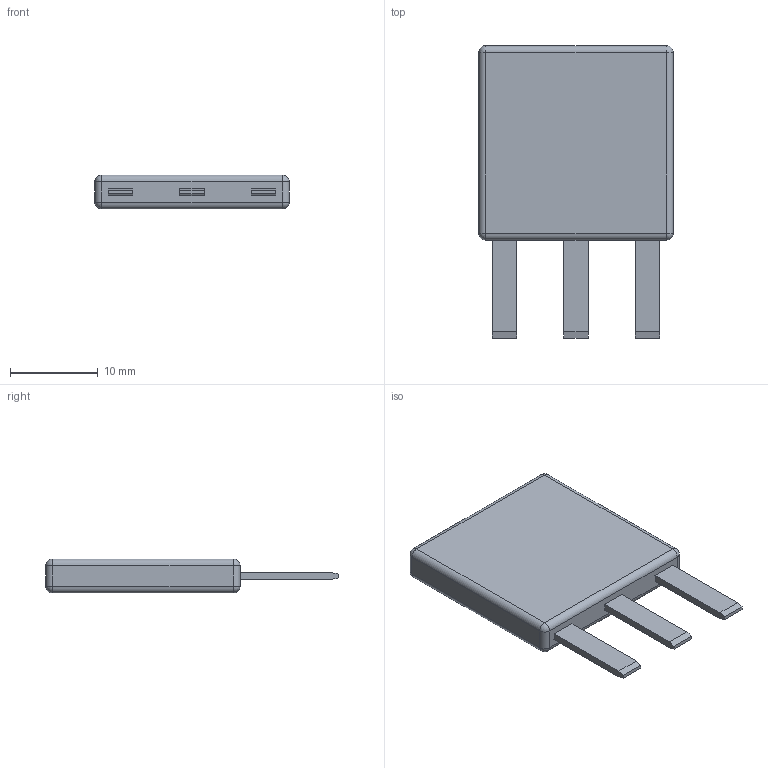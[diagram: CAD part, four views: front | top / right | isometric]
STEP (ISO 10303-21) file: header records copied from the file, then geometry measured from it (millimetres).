
FILE_DESCRIPTION((''),'2;1');
FILE_NAME('SC30-2006C-B008_NCF_ASM','2019-10-30T14:33:20',('20077268'),(''),'CREO PARAMETRIC BY PTC INC, 2017110','CREO PARAMETRIC BY PTC INC, 2017110','');
FILE_SCHEMA(('CONFIG_CONTROL_DESIGN'));
Length unit declared in the file: inch
Products named in the file (4): PC29-2004C-C000_NCF; PC29-2004C-C000_MOLD; PC30-2006C-B008_NCF_ASM; SC30-2006C-B008_NCF_ASM
Assembly tree (3 placements, depth 3):
  SC30-2006C-B008_NCF_ASM
    PC30-2006C-B008_NCF_ASM
      PC29-2004C-C000_NCF
      PC29-2004C-C000_MOLD
Bounding box: 22.1 x 33.27 x 3.86 mm (x, y, z)
Volume: 1936.8 mm3; surface area: 3120.2 mm2
Topology: 2 solids, 2 shells, 57 faces, 138 edges, 84 vertices
Faces by surface type: plane 37, cylinder 12, sphere 8
Entity records: 1758 total; most frequent: DIRECTION 294, CARTESIAN_POINT 288, ORIENTED_EDGE 276, EDGE_CURVE 138, VECTOR 114, LINE 114, AXIS2_PLACEMENT_3D 90, VERTEX_POINT 84
